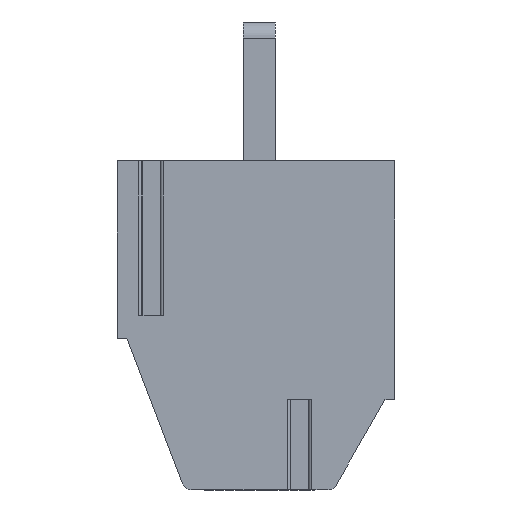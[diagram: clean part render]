
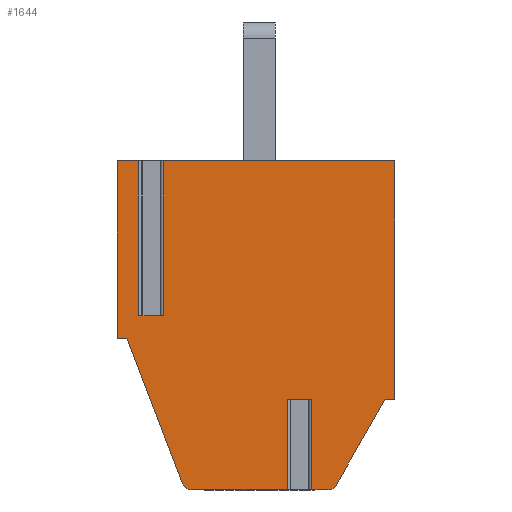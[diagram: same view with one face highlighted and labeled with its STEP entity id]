
A CAD part, front view. The second image highlights one B-rep face of the part: STEP entity #1644.
In plain terms, the highlighted planar face has unit normal (0, -1, 0).
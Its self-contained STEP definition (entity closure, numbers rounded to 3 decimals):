
#1644 = ADVANCED_FACE( '', ( #3418 ), #3419, .F. );
#3418 = FACE_OUTER_BOUND( '', #5267, .T. );
#3419 = PLANE( '', #5268 );
#5267 = EDGE_LOOP( '', ( #10215, #10216, #10217, #10218, #10219, #10220, #10221, #10222, #10223, #10224, #10225, #10226, #10227, #10228, #10229, #10230, #10231, #10232 ) );
#5268 = AXIS2_PLACEMENT_3D( '', #10233, #10234, #10235 );
#10215 = ORIENTED_EDGE( '', *, *, #11659, .T. );
#10216 = ORIENTED_EDGE( '', *, *, #11341, .F. );
#10217 = ORIENTED_EDGE( '', *, *, #12733, .F. );
#10218 = ORIENTED_EDGE( '', *, *, #10861, .F. );
#10219 = ORIENTED_EDGE( '', *, *, #11366, .F. );
#10220 = ORIENTED_EDGE( '', *, *, #11392, .F. );
#10221 = ORIENTED_EDGE( '', *, *, #11378, .T. );
#10222 = ORIENTED_EDGE( '', *, *, #12563, .F. );
#10223 = ORIENTED_EDGE( '', *, *, #12817, .F. );
#10224 = ORIENTED_EDGE( '', *, *, #12256, .T. );
#10225 = ORIENTED_EDGE( '', *, *, #12657, .F. );
#10226 = ORIENTED_EDGE( '', *, *, #12558, .F. );
#10227 = ORIENTED_EDGE( '', *, *, #12818, .T. );
#10228 = ORIENTED_EDGE( '', *, *, #12781, .F. );
#10229 = ORIENTED_EDGE( '', *, *, #12000, .F. );
#10230 = ORIENTED_EDGE( '', *, *, #12753, .F. );
#10231 = ORIENTED_EDGE( '', *, *, #12731, .F. );
#10232 = ORIENTED_EDGE( '', *, *, #11852, .F. );
#10233 = CARTESIAN_POINT( '', ( 57.922, -58.3, -9.9 ) );
#10234 = DIRECTION( '', ( 0., 1., 0. ) );
#10235 = DIRECTION( '', ( -1., 0., 0. ) );
#10861 = EDGE_CURVE( '', #12976, #12978, #12979, .T. );
#11341 = EDGE_CURVE( '', #13814, #13816, #13817, .T. );
#11366 = EDGE_CURVE( '', #13853, #12976, #13855, .T. );
#11378 = EDGE_CURVE( '', #13869, #13873, #13875, .T. );
#11392 = EDGE_CURVE( '', #13869, #13853, #13898, .T. );
#11659 = EDGE_CURVE( '', #14330, #13816, #14331, .T. );
#11852 = EDGE_CURVE( '', #14330, #14626, #14628, .F. );
#12000 = EDGE_CURVE( '', #14848, #14844, #14850, .T. );
#12256 = EDGE_CURVE( '', #15196, #15202, #15204, .T. );
#12558 = EDGE_CURVE( '', #15606, #15608, #15609, .T. );
#12563 = EDGE_CURVE( '', #15614, #13873, #15616, .T. );
#12657 = EDGE_CURVE( '', #15608, #15202, #15731, .F. );
#12731 = EDGE_CURVE( '', #14626, #15821, #15822, .T. );
#12733 = EDGE_CURVE( '', #12978, #13814, #15824, .T. );
#12753 = EDGE_CURVE( '', #15821, #14848, #15847, .T. );
#12781 = EDGE_CURVE( '', #14844, #15876, #15878, .T. );
#12817 = EDGE_CURVE( '', #15196, #15614, #15918, .T. );
#12818 = EDGE_CURVE( '', #15606, #15876, #15919, .T. );
#12976 = VERTEX_POINT( '', #16104 );
#12978 = VERTEX_POINT( '', #16107 );
#12979 = LINE( '', #16108, #16109 );
#13814 = VERTEX_POINT( '', #17273 );
#13816 = VERTEX_POINT( '', #17275 );
#13817 = LINE( '', #17276, #17277 );
#13853 = VERTEX_POINT( '', #17329 );
#13855 = LINE( '', #17332, #17333 );
#13869 = VERTEX_POINT( '', #17353 );
#13873 = VERTEX_POINT( '', #17358 );
#13875 = CIRCLE( '', #17361, 0.3 );
#13898 = LINE( '', #17393, #17394 );
#14330 = VERTEX_POINT( '', #18007 );
#14331 = LINE( '', #18008, #18009 );
#14626 = VERTEX_POINT( '', #18429 );
#14628 = LINE( '', #18431, #18432 );
#14844 = VERTEX_POINT( '', #18739 );
#14848 = VERTEX_POINT( '', #18745 );
#14850 = LINE( '', #18748, #18749 );
#15196 = VERTEX_POINT( '', #19234 );
#15202 = VERTEX_POINT( '', #19242 );
#15204 = LINE( '', #19244, #19245 );
#15606 = VERTEX_POINT( '', #19818 );
#15608 = VERTEX_POINT( '', #19821 );
#15609 = LINE( '', #19822, #19823 );
#15614 = VERTEX_POINT( '', #19830 );
#15616 = LINE( '', #19832, #19833 );
#15731 = LINE( '', #19994, #19995 );
#15821 = VERTEX_POINT( '', #20120 );
#15822 = LINE( '', #20121, #20122 );
#15824 = LINE( '', #20125, #20126 );
#15847 = LINE( '', #20163, #20164 );
#15876 = VERTEX_POINT( '', #20199 );
#15878 = LINE( '', #20202, #20203 );
#15918 = LINE( '', #20252, #20253 );
#15919 = CIRCLE( '', #20254, 0.3 );
#16104 = CARTESIAN_POINT( '', ( 51.4, -58.3, -5.5 ) );
#16107 = CARTESIAN_POINT( '', ( 51.4, -58.3, 0. ) );
#16108 = CARTESIAN_POINT( '', ( 51.4, -58.3, 0. ) );
#16109 = VECTOR( '', #20421, 1000. );
#17273 = CARTESIAN_POINT( '', ( 52.073, -58.3, 0. ) );
#17275 = CARTESIAN_POINT( '', ( 52.073, -58.3, -4.8 ) );
#17276 = CARTESIAN_POINT( '', ( 52.073, -58.3, -4.8 ) );
#17277 = VECTOR( '', #20943, 1000. );
#17329 = CARTESIAN_POINT( '', ( 51.7, -58.3, -5.5 ) );
#17332 = CARTESIAN_POINT( '', ( 51.4, -58.3, -5.5 ) );
#17333 = VECTOR( '', #20964, 1000. );
#17353 = CARTESIAN_POINT( '', ( 53.422, -58.3, -10.007 ) );
#17358 = CARTESIAN_POINT( '', ( 53.702, -58.3, -10.2 ) );
#17361 = AXIS2_PLACEMENT_3D( '', #20976, #20977, #20978 );
#17393 = CARTESIAN_POINT( '', ( 51.7, -58.3, -5.5 ) );
#17394 = VECTOR( '', #20991, 1000. );
#18007 = CARTESIAN_POINT( '', ( 52.827, -58.3, -4.8 ) );
#18008 = CARTESIAN_POINT( '', ( 52.246, -58.3, -4.8 ) );
#18009 = VECTOR( '', #21260, 1000. );
#18429 = CARTESIAN_POINT( '', ( 52.827, -58.3, 0. ) );
#18431 = CARTESIAN_POINT( '', ( 52.827, -58.3, 0. ) );
#18432 = VECTOR( '', #21458, 1000. );
#18739 = CARTESIAN_POINT( '', ( 59.696, -58.3, -7.4 ) );
#18745 = CARTESIAN_POINT( '', ( 60., -58.3, -7.4 ) );
#18748 = CARTESIAN_POINT( '', ( 59.696, -58.3, -7.4 ) );
#18749 = VECTOR( '', #21604, 1000. );
#19234 = CARTESIAN_POINT( '', ( 56.673, -58.3, -7.4 ) );
#19242 = CARTESIAN_POINT( '', ( 57.427, -58.3, -7.4 ) );
#19244 = CARTESIAN_POINT( '', ( 62.472, -58.3, -7.4 ) );
#19245 = VECTOR( '', #21860, 1000. );
#19818 = CARTESIAN_POINT( '', ( 57.922, -58.3, -10.2 ) );
#19821 = CARTESIAN_POINT( '', ( 57.427, -58.3, -10.2 ) );
#19822 = CARTESIAN_POINT( '', ( 53.702, -58.3, -10.2 ) );
#19823 = VECTOR( '', #22141, 1000. );
#19830 = CARTESIAN_POINT( '', ( 56.673, -58.3, -10.2 ) );
#19832 = CARTESIAN_POINT( '', ( 53.702, -58.3, -10.2 ) );
#19833 = VECTOR( '', #22150, 1000. );
#19994 = CARTESIAN_POINT( '', ( 57.427, -58.3, -5.4 ) );
#19995 = VECTOR( '', #22224, 1000. );
#20120 = CARTESIAN_POINT( '', ( 60., -58.3, 0. ) );
#20121 = CARTESIAN_POINT( '', ( 60., -58.3, 0. ) );
#20122 = VECTOR( '', #22278, 1000. );
#20125 = CARTESIAN_POINT( '', ( 60., -58.3, 0. ) );
#20126 = VECTOR( '', #22280, 1000. );
#20163 = CARTESIAN_POINT( '', ( 60., -58.3, -0.7 ) );
#20164 = VECTOR( '', #22298, 1000. );
#20199 = CARTESIAN_POINT( '', ( 58.182, -58.3, -10.049 ) );
#20202 = CARTESIAN_POINT( '', ( 58.182, -58.3, -10.049 ) );
#20203 = VECTOR( '', #22315, 1000. );
#20252 = CARTESIAN_POINT( '', ( 56.673, -58.3, -10.2 ) );
#20253 = VECTOR( '', #22340, 1000. );
#20254 = AXIS2_PLACEMENT_3D( '', #22341, #22342, #22343 );
#20421 = DIRECTION( '', ( 0., 0., 1. ) );
#20943 = DIRECTION( '', ( 0., 0., -1. ) );
#20964 = DIRECTION( '', ( -1., 0., 0. ) );
#20976 = CARTESIAN_POINT( '', ( 53.702, -58.3, -9.9 ) );
#20977 = DIRECTION( '', ( 0., -1., 0. ) );
#20978 = DIRECTION( '', ( 1., 0., 0. ) );
#20991 = DIRECTION( '', ( -0.357, 0., 0.934 ) );
#21260 = DIRECTION( '', ( -1., 0., 0. ) );
#21458 = DIRECTION( '', ( 0., 0., -1. ) );
#21604 = DIRECTION( '', ( -1., 0., 0. ) );
#21860 = DIRECTION( '', ( 1., 0., 0. ) );
#22141 = DIRECTION( '', ( -1., 0., 0. ) );
#22150 = DIRECTION( '', ( -1., 0., 0. ) );
#22224 = DIRECTION( '', ( 0., 0., -1. ) );
#22278 = DIRECTION( '', ( 1., 0., 0. ) );
#22280 = DIRECTION( '', ( 1., 0., 0. ) );
#22298 = DIRECTION( '', ( 0., 0., -1. ) );
#22315 = DIRECTION( '', ( -0.496, 0., -0.868 ) );
#22340 = DIRECTION( '', ( 0., 0., -1. ) );
#22341 = CARTESIAN_POINT( '', ( 57.922, -58.3, -9.9 ) );
#22342 = DIRECTION( '', ( 0., -1., 0. ) );
#22343 = DIRECTION( '', ( 1., 0., 0. ) );
